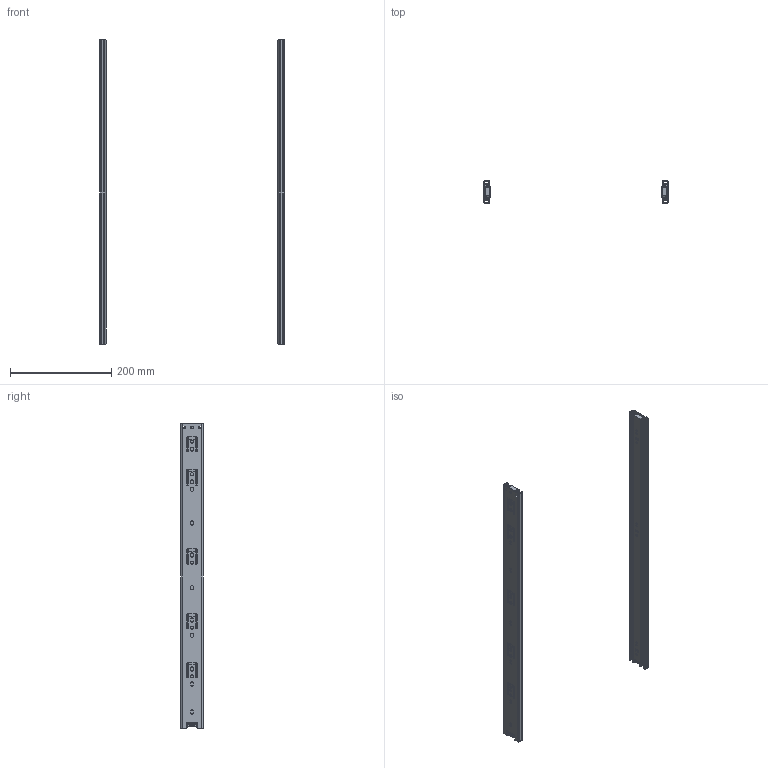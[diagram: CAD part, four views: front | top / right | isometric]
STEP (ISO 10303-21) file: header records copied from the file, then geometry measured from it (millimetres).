
FILE_DESCRIPTION(/* description */ (''),/* implementation_level */ '2;1');
FILE_NAME(/* name */ 'PK-0H45600HK.stp',/* time_stamp */ '2022-04-20T16:38:48+02:00',/* author */ ('tomaszw'),/* organization */ (''),/* preprocessor_version */ 'ST-DEVELOPER v18.1',/* originating_system */ 'Autodesk Inventor 2021',/* authorisation */ '');
FILE_SCHEMA (('AUTOMOTIVE_DESIGN { 1 0 10303 214 3 1 1 }'));
Length unit declared in the file: millimetre
Products named in the file (5): PK-0H45-600-HK; Blokada_5; PK-0H45_1-600-HK; PK-0H45_2-600-HK; PK-0H45_3-600-HK
Assembly tree (8 placements, depth 2):
  PK-0H45-600-HK
    Blokada_5  x2
    PK-0H45_1-600-HK  x2
    PK-0H45_2-600-HK  x2
    PK-0H45_3-600-HK  x2
Bounding box: 364 x 43.98 x 600 mm (x, y, z)
Volume: 176429.9 mm3; surface area: 360564.1 mm2
Topology: 8 solids, 8 shells, 560 faces, 1624 edges, 1080 vertices
Faces by surface type: cylinder 284, plane 272, cone 4
Full cylindrical faces by diameter (mm): 4.5 x6, 5 x2, 6 x10, 7 x4
Entity records: 10037 total; most frequent: CARTESIAN_POINT 1737, DIRECTION 1672, ORIENTED_EDGE 1624, EDGE_CURVE 812, AXIS2_PLACEMENT_3D 575, VERTEX_POINT 540, LINE 522, VECTOR 522
